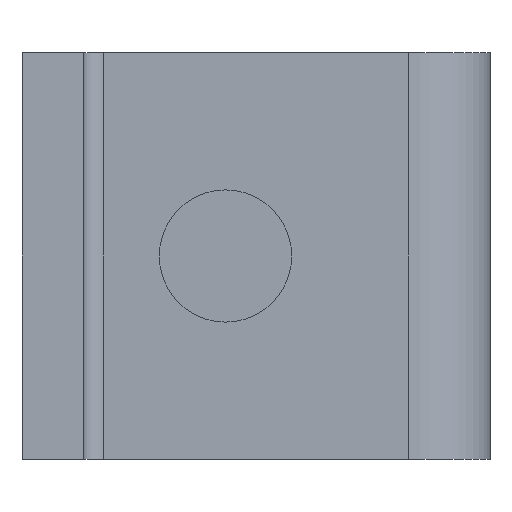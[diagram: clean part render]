
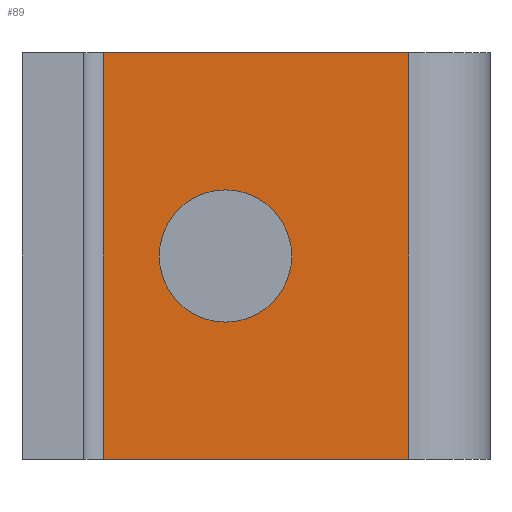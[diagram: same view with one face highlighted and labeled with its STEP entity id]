
A CAD part, left-side view. The second image highlights one B-rep face of the part: STEP entity #89.
In plain terms, the highlighted planar face has unit normal (-1, 0, 0).
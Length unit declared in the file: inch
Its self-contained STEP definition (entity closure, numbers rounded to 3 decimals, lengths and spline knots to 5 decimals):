
#89=ADVANCED_FACE('',(#203,#204),#205,.T.);
#203=FACE_BOUND('',#395,.T.);
#204=FACE_OUTER_BOUND('',#396,.T.);
#205=PLANE('',#397);
#395=EDGE_LOOP('',(#715,#716,#717,#718));
#396=EDGE_LOOP('',(#719,#720,#721,#722));
#397=AXIS2_PLACEMENT_3D('',#723,#724,#725);
#715=ORIENTED_EDGE('',*,*,#991,.T.);
#716=ORIENTED_EDGE('',*,*,#1025,.T.);
#717=ORIENTED_EDGE('',*,*,#1026,.T.);
#718=ORIENTED_EDGE('',*,*,#1027,.T.);
#719=ORIENTED_EDGE('',*,*,#1028,.T.);
#720=ORIENTED_EDGE('',*,*,#1029,.F.);
#721=ORIENTED_EDGE('',*,*,#1030,.F.);
#722=ORIENTED_EDGE('',*,*,#1031,.T.);
#723=CARTESIAN_POINT('',(1.4375,-0.53125,1.25));
#724=DIRECTION('',(-1.0,0.0,0.0));
#725=DIRECTION('',(0.0,1.0,0.0));
#991=EDGE_CURVE('',#1168,#1169,#1170,.T.);
#1025=EDGE_CURVE('',#1169,#1224,#1225,.T.);
#1026=EDGE_CURVE('',#1224,#1226,#1227,.T.);
#1027=EDGE_CURVE('',#1226,#1168,#1228,.T.);
#1028=EDGE_CURVE('',#1229,#1230,#1231,.T.);
#1029=EDGE_CURVE('',#1232,#1230,#1233,.T.);
#1030=EDGE_CURVE('',#1234,#1232,#1235,.T.);
#1031=EDGE_CURVE('',#1234,#1229,#1236,.T.);
#1168=VERTEX_POINT('',#1438);
#1169=VERTEX_POINT('',#1439);
#1170=B_SPLINE_CURVE_WITH_KNOTS('',3,(#1440,#1441,#1442,#1443),.UNSPECIFIED.,.F.,.F.,(4,4),(-1.0,-0.0),.UNSPECIFIED.);
#1224=VERTEX_POINT('',#1547);
#1225=B_SPLINE_CURVE_WITH_KNOTS('',3,(#1548,#1549,#1550,#1551),.UNSPECIFIED.,.F.,.F.,(4,4),(-1.0,-0.0),.UNSPECIFIED.);
#1226=VERTEX_POINT('',#1552);
#1227=B_SPLINE_CURVE_WITH_KNOTS('',3,(#1553,#1554,#1555,#1556),.UNSPECIFIED.,.F.,.F.,(4,4),(-1.0,-0.0),.UNSPECIFIED.);
#1228=B_SPLINE_CURVE_WITH_KNOTS('',3,(#1557,#1558,#1559,#1560),.UNSPECIFIED.,.F.,.F.,(4,4),(-1.0,-0.0),.UNSPECIFIED.);
#1229=VERTEX_POINT('',#1561);
#1230=VERTEX_POINT('',#1562);
#1231=LINE('',#1563,#1564);
#1232=VERTEX_POINT('',#1565);
#1233=LINE('',#1566,#1567);
#1234=VERTEX_POINT('',#1568);
#1235=LINE('',#1569,#1570);
#1236=LINE('',#1571,#1572);
#1438=CARTESIAN_POINT('',(1.4375,-0.4375,0.42188));
#1439=CARTESIAN_POINT('',(1.4375,-0.23435,0.625));
#1440=CARTESIAN_POINT('',(1.4375,-0.4375,0.42188));
#1441=CARTESIAN_POINT('',(1.4375,-0.3253,0.42188));
#1442=CARTESIAN_POINT('',(1.4375,-0.23435,0.51282));
#1443=CARTESIAN_POINT('',(1.4375,-0.23435,0.625));
#1547=CARTESIAN_POINT('',(1.4375,-0.4375,0.82813));
#1548=CARTESIAN_POINT('',(1.4375,-0.23435,0.625));
#1549=CARTESIAN_POINT('',(1.4375,-0.23435,0.73718));
#1550=CARTESIAN_POINT('',(1.4375,-0.3253,0.82813));
#1551=CARTESIAN_POINT('',(1.4375,-0.4375,0.82813));
#1552=CARTESIAN_POINT('',(1.4375,-0.64065,0.625));
#1553=CARTESIAN_POINT('',(1.4375,-0.4375,0.82813));
#1554=CARTESIAN_POINT('',(1.4375,-0.5497,0.82813));
#1555=CARTESIAN_POINT('',(1.4375,-0.64065,0.73718));
#1556=CARTESIAN_POINT('',(1.4375,-0.64065,0.625));
#1557=CARTESIAN_POINT('',(1.4375,-0.64065,0.625));
#1558=CARTESIAN_POINT('',(1.4375,-0.64065,0.51282));
#1559=CARTESIAN_POINT('',(1.4375,-0.5497,0.42188));
#1560=CARTESIAN_POINT('',(1.4375,-0.4375,0.42188));
#1561=CARTESIAN_POINT('',(1.4375,-0.0625,0.));
#1562=CARTESIAN_POINT('',(1.4375,-1.,0.));
#1563=CARTESIAN_POINT('',(1.4375,-0.0625,0.));
#1564=VECTOR('',#1875,1.0);
#1565=CARTESIAN_POINT('',(1.4375,-1.,1.25));
#1566=CARTESIAN_POINT('',(1.4375,-1.,1.25));
#1567=VECTOR('',#1876,1.0);
#1568=CARTESIAN_POINT('',(1.4375,-0.0625,1.25));
#1569=CARTESIAN_POINT('',(1.4375,-0.0625,1.25));
#1570=VECTOR('',#1877,1.0);
#1571=CARTESIAN_POINT('',(1.4375,-0.0625,1.25));
#1572=VECTOR('',#1878,1.0);
#1875=DIRECTION('',(0.0,-1.0,0.0));
#1876=DIRECTION('',(0.0,0.0,-1.0));
#1877=DIRECTION('',(0.0,-1.0,0.0));
#1878=DIRECTION('',(0.0,0.0,-1.0));
